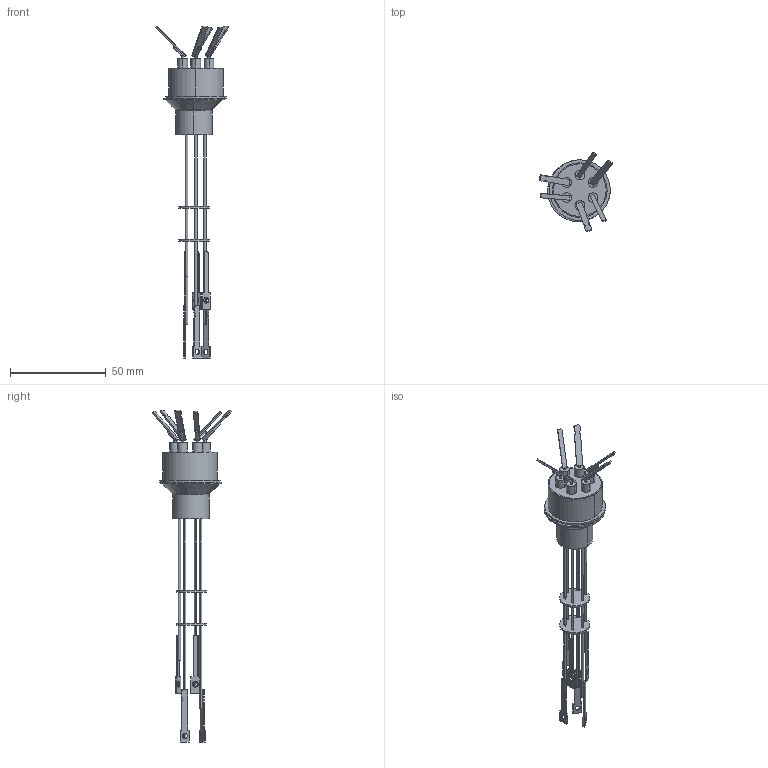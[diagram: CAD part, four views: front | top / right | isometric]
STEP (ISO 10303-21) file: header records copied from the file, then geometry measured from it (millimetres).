
FILE_DESCRIPTION (( 'STEP AP203' ), '1' );
FILE_NAME ('A0661-1-W.STEP', '2011-11-17T17:39:24', ( '' ), ( '' ), 'SwSTEP 2.0', 'SolidWorks 2011', '' );
FILE_SCHEMA (( 'CONFIG_CONTROL_DESIGN' ));
Length unit declared in the file: inch
Products named in the file (1): A0661-1-W
Bounding box: 38.35 x 41.57 x 173.67 mm (x, y, z)
Volume: 7560.2 mm3; surface area: 14805.9 mm2
Topology: 1 solids, 1 shells, 458 faces, 1226 edges, 810 vertices
Faces by surface type: cylinder 226, plane 176, bspline 24, cone 16, torus 16
Entity records: 16699 total; most frequent: CARTESIAN_POINT 4777, DIRECTION 2568, ORIENTED_EDGE 2452, EDGE_CURVE 1226, AXIS2_PLACEMENT_3D 1001, VERTEX_POINT 810, EDGE_LOOP 574, VECTOR 566
